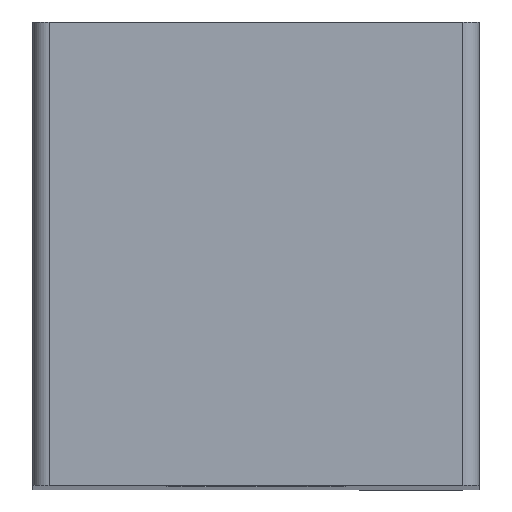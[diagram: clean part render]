
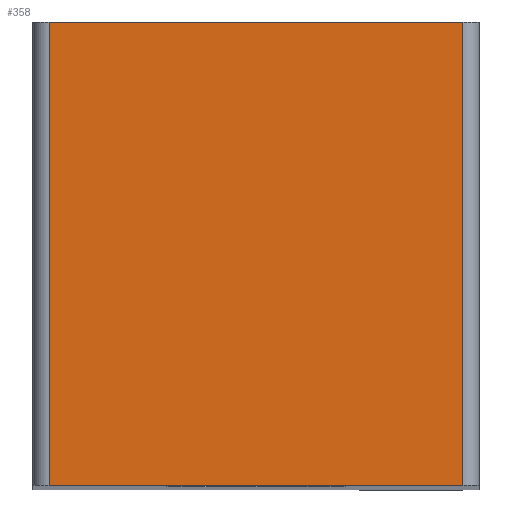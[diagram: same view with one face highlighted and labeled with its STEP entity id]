
A CAD part, top view. The second image highlights one B-rep face of the part: STEP entity #358.
In plain terms, the highlighted planar face has unit normal (0, 0, 1).
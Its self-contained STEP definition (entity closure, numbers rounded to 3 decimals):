
#52=FACE_OUTER_BOUND('',#80,.T.);
#80=EDGE_LOOP('',(#322,#323,#324,#325));
#88=LINE('',#560,#113);
#96=LINE('',#585,#121);
#101=LINE('',#619,#126);
#107=LINE('',#637,#132);
#113=VECTOR('',#443,10.);
#121=VECTOR('',#469,9.881);
#126=VECTOR('',#514,9.881);
#132=VECTOR('',#534,9.881);
#156=VERTEX_POINT('',#542);
#164=VERTEX_POINT('',#558);
#172=VERTEX_POINT('',#584);
#181=VERTEX_POINT('',#618);
#196=EDGE_CURVE('',#156,#164,#88,.T.);
#208=EDGE_CURVE('',#156,#172,#96,.T.);
#224=EDGE_CURVE('',#172,#181,#101,.T.);
#233=EDGE_CURVE('',#164,#181,#107,.T.);
#322=ORIENTED_EDGE('',*,*,#196,.T.);
#323=ORIENTED_EDGE('',*,*,#233,.T.);
#324=ORIENTED_EDGE('',*,*,#224,.F.);
#325=ORIENTED_EDGE('',*,*,#208,.F.);
#337=PLANE('',#424);
#358=ADVANCED_FACE('',(#52),#337,.T.);
#424=AXIS2_PLACEMENT_3D('',#638,#535,#536);
#443=DIRECTION('',(1.,0.,0.));
#469=DIRECTION('',(0.,1.,0.));
#514=DIRECTION('',(1.,0.,0.));
#534=DIRECTION('',(0.,1.,0.));
#535=DIRECTION('center_axis',(0.,0.,1.));
#536=DIRECTION('ref_axis',(1.,0.,0.));
#542=CARTESIAN_POINT('',(-26.744,2.563,-9.175));
#558=CARTESIAN_POINT('',(-19.313,2.563,-9.175));
#560=CARTESIAN_POINT('',(-24.886,2.563,-9.175));
#584=CARTESIAN_POINT('',(-26.744,10.89,-9.175));
#585=CARTESIAN_POINT('',(-26.744,1.863,-9.175));
#618=CARTESIAN_POINT('',(-19.313,10.89,-9.175));
#619=CARTESIAN_POINT('',(-19.313,10.89,-9.175));
#637=CARTESIAN_POINT('',(-19.313,1.863,-9.175));
#638=CARTESIAN_POINT('Origin',(-26.744,1.863,-9.175));
